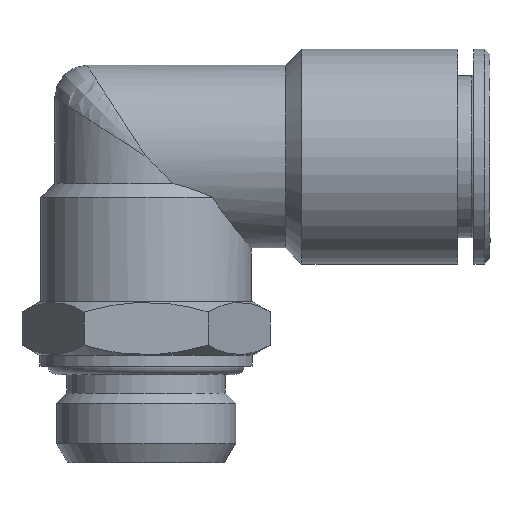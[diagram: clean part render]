
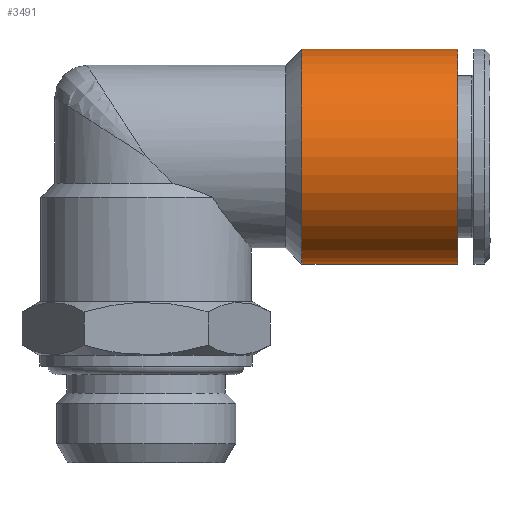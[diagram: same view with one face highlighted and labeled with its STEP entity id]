
A CAD part, front view. The second image highlights one B-rep face of the part: STEP entity #3491.
In plain terms, the highlighted cylindrical face has radius 10 mm (diameter 20 mm), a full revolution.
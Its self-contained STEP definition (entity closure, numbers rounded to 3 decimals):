
#633=CYLINDRICAL_SURFACE('',#3364,10.);
#711=ORIENTED_EDGE('',*,*,#1006,.F.);
#712=ORIENTED_EDGE('',*,*,#1007,.T.);
#859=CIRCLE('',#3363,10.);
#860=CIRCLE('',#3365,10.);
#926=VERTEX_POINT('',#2703);
#927=VERTEX_POINT('',#2706);
#1006=EDGE_CURVE('',#926,#926,#859,.T.);
#1007=EDGE_CURVE('',#927,#927,#860,.T.);
#1123=EDGE_LOOP('',(#711));
#1124=EDGE_LOOP('',(#712));
#1253=FACE_BOUND('',#1123,.T.);
#1254=FACE_BOUND('',#1124,.T.);
#1898=DIRECTION('',(1.,0.,0.));
#1899=DIRECTION('',(0.,10.,0.));
#1900=DIRECTION('',(-1.,0.,0.));
#1901=DIRECTION('',(0.,1.,0.));
#1902=DIRECTION('',(1.,0.,0.));
#1903=DIRECTION('',(0.,10.,0.));
#2703=CARTESIAN_POINT('',(29.,23.5,0.));
#2704=CARTESIAN_POINT('',(29.,13.5,0.));
#2705=CARTESIAN_POINT('',(29.,13.5,0.));
#2706=CARTESIAN_POINT('',(14.5,23.5,0.));
#2707=CARTESIAN_POINT('',(14.5,13.5,0.));
#3363=AXIS2_PLACEMENT_3D('',#2704,#1898,#1899);
#3364=AXIS2_PLACEMENT_3D('',#2705,#1900,#1901);
#3365=AXIS2_PLACEMENT_3D('',#2707,#1902,#1903);
#3491=ADVANCED_FACE('',(#1253,#1254),#633,.T.);
